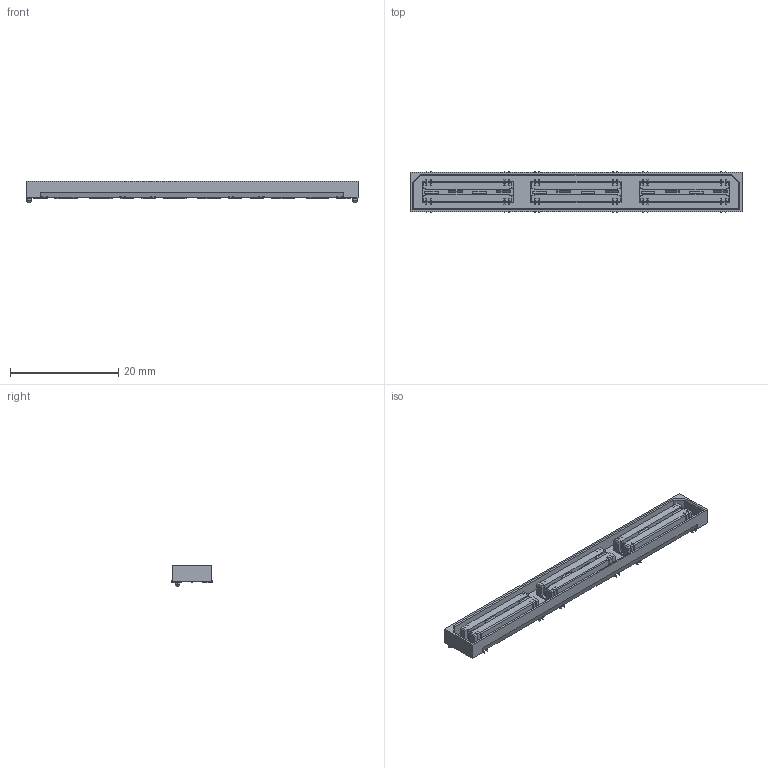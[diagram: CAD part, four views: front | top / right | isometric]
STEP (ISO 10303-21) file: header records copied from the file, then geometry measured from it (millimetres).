
FILE_DESCRIPTION((''),'2;1');
FILE_NAME('SAMTEC_QSE-060-01-F-D-A.stp','2012-09-12T16:19:19',(''),(''),'Mechanical Desktop 2011','Mechanical Desktop 2011',', , ');
FILE_SCHEMA(('AUTOMOTIVE_DESIGN { 1 2 10303 214 1 1 1 1 }'));
Length unit declared in the file: millimetre
Products named in the file (1): Product
Bounding box: 61.28 x 7.49 x 4 mm (x, y, z)
Volume: 791.8 mm3; surface area: 2589.7 mm2
Topology: 75 solids, 75 shells, 1264 faces, 3422 edges, 2254 vertices
Faces by surface type: plane 811, bspline 285, cylinder 160, sphere 4, torus 4
Entity records: 39995 total; most frequent: CARTESIAN_POINT 8612, ORIENTED_EDGE 6820, DIRECTION 5828, EDGE_CURVE 3410, VECTOR 2952, LINE 2952, VERTEX_POINT 2250, AXIS2_PLACEMENT_3D 1438
